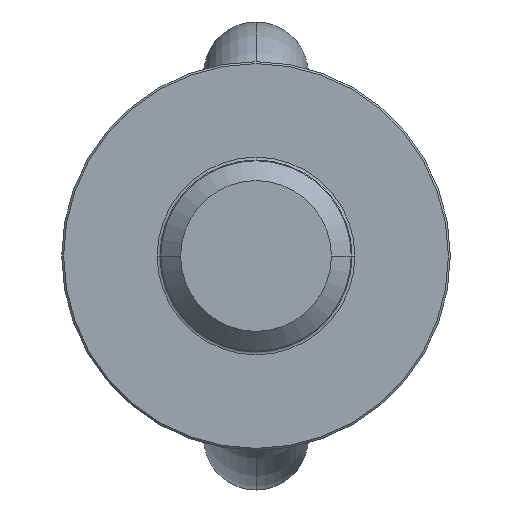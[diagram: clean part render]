
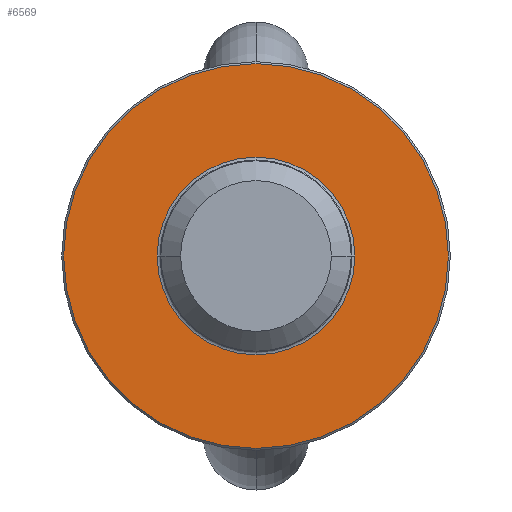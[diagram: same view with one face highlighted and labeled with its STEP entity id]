
A CAD part, front view. The second image highlights one B-rep face of the part: STEP entity #6569.
In plain terms, the highlighted planar face has unit normal (0, -1, 0).
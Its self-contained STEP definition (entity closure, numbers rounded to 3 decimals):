
#2=CARTESIAN_POINT('',(0.,0.,0.));
#3=DIRECTION('',(0.,-1.,0.));
#4=DIRECTION('',(1.,0.,0.));
#5=AXIS2_PLACEMENT_3D('',#2,#3,#4);
#7=CARTESIAN_POINT('',(0.,0.,0.));
#8=DIRECTION('',(0.,-1.,0.));
#9=DIRECTION('',(-1.,0.,0.));
#10=AXIS2_PLACEMENT_3D('',#7,#8,#9);
#12=CARTESIAN_POINT('',(0.,0.,0.));
#13=DIRECTION('',(0.,1.,0.));
#14=DIRECTION('',(1.,0.,0.));
#15=AXIS2_PLACEMENT_3D('',#12,#13,#14);
#30=CARTESIAN_POINT('',(0.,0.,0.));
#31=DIRECTION('',(0.,1.,0.));
#32=DIRECTION('',(-1.,0.,0.));
#33=AXIS2_PLACEMENT_3D('',#30,#31,#32);
#5016=CARTESIAN_POINT('',(24.914,0.,0.));
#5017=CARTESIAN_POINT('',(-24.914,0.,0.));
#5018=VERTEX_POINT('',#5016);
#5019=VERTEX_POINT('',#5017);
#5032=CARTESIAN_POINT('',(-48.5,0.,0.));
#5033=CARTESIAN_POINT('',(48.5,0.,0.));
#5034=VERTEX_POINT('',#5032);
#5035=VERTEX_POINT('',#5033);
#6552=CARTESIAN_POINT('',(0.,0.,0.));
#6553=DIRECTION('',(0.,1.,0.));
#6554=DIRECTION('',(1.,0.,0.));
#6555=AXIS2_PLACEMENT_3D('',#6552,#6553,#6554);
#6556=PLANE('',#6555);
#6558=ORIENTED_EDGE('',*,*,#6557,.T.);
#6560=ORIENTED_EDGE('',*,*,#6559,.T.);
#6561=EDGE_LOOP('',(#6558,#6560));
#6562=FACE_OUTER_BOUND('',#6561,.F.);
#6564=ORIENTED_EDGE('',*,*,#6563,.T.);
#6566=ORIENTED_EDGE('',*,*,#6565,.T.);
#6567=EDGE_LOOP('',(#6564,#6566));
#6568=FACE_BOUND('',#6567,.F.);
#6569=ADVANCED_FACE('',(#6562,#6568),#6556,.F.);
#6=CIRCLE('',#5,24.914);
#11=CIRCLE('',#10,24.914);
#16=CIRCLE('',#15,48.5);
#34=CIRCLE('',#33,48.5);
#6557=EDGE_CURVE('',#5035,#5034,#16,.T.);
#6559=EDGE_CURVE('',#5034,#5035,#34,.T.);
#6563=EDGE_CURVE('',#5018,#5019,#6,.T.);
#6565=EDGE_CURVE('',#5019,#5018,#11,.T.);
